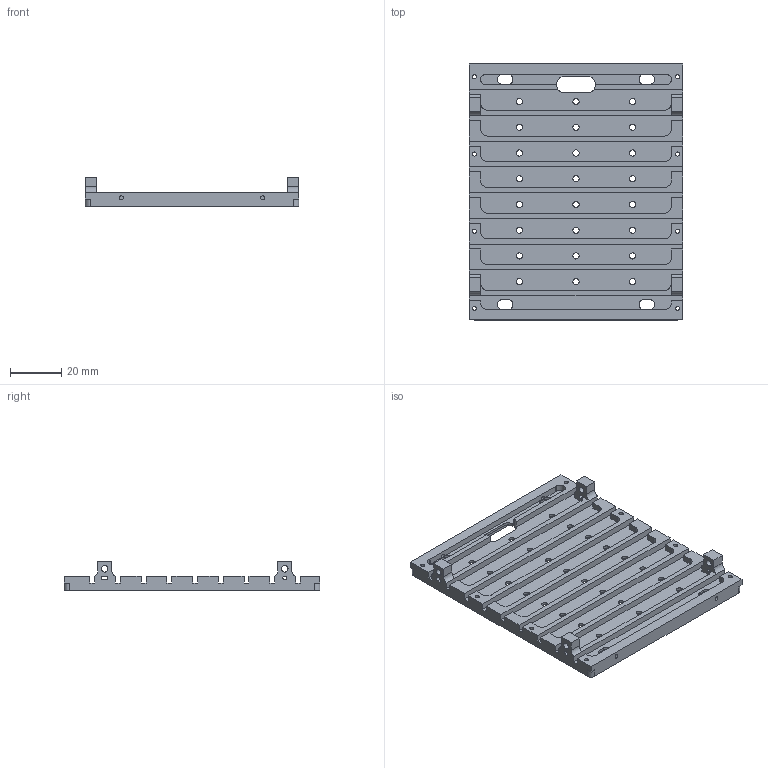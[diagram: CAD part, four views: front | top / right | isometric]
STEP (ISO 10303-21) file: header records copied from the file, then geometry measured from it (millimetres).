
FILE_DESCRIPTION (( 'STEP AP214' ), '1' );
FILE_NAME ('Y_1UFrame.STEP', '2021-03-22T21:49:59', ( '' ), ( '' ), 'SwSTEP 2.0', 'SolidWorks 2020', '' );
FILE_SCHEMA (( 'AUTOMOTIVE_DESIGN' ));
Length unit declared in the file: millimetre
Products named in the file (1): Y_1UFrame
Bounding box: 83 x 99.5 x 11.5 mm (x, y, z)
Volume: 20064.9 mm3; surface area: 25312.8 mm2
Topology: 1 solids, 1 shells, 329 faces, 989 edges, 658 vertices
Faces by surface type: cylinder 177, plane 152
Entity records: 11561 total; most frequent: CARTESIAN_POINT 2025, DIRECTION 2001, ORIENTED_EDGE 1978, EDGE_CURVE 989, AXIS2_PLACEMENT_3D 688, VERTEX_POINT 658, LINE 625, VECTOR 625
